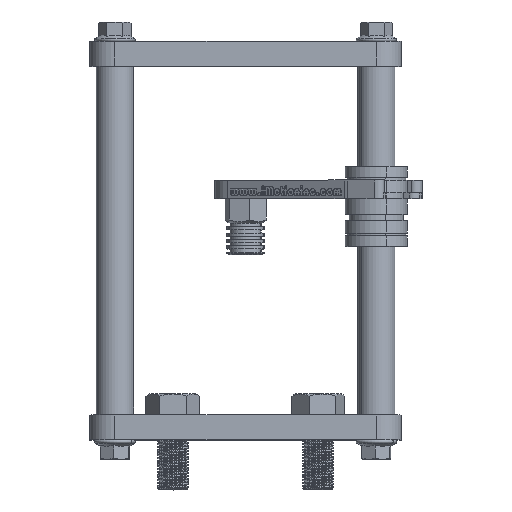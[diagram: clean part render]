
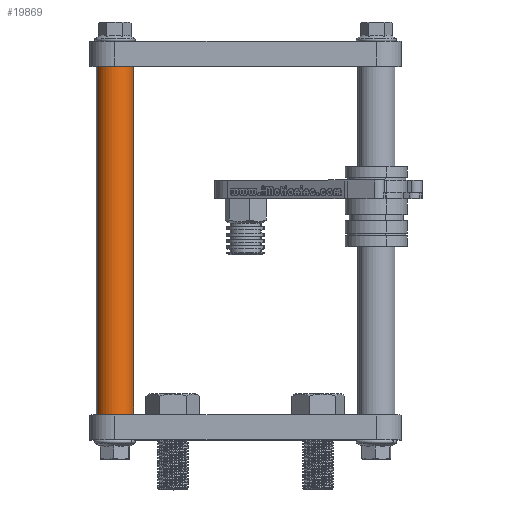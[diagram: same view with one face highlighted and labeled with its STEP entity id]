
A CAD part, top view. The second image highlights one B-rep face of the part: STEP entity #19869.
In plain terms, the highlighted cylindrical face has radius 9.525 mm (diameter 19.05 mm), a partial arc.
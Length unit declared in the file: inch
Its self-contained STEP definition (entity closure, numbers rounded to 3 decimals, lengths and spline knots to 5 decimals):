
#73 = EDGE_LOOP ( 'NONE', ( #19477, #22290, #48760, #35035 ) ) ;
#663 = VERTEX_POINT ( 'NONE', #7047 ) ;
#2820 = CARTESIAN_POINT ( 'NONE',  ( -2.97446, -7., 1.63603 ) ) ;
#3053 = DIRECTION ( 'NONE',  ( 0., 1., 0. ) ) ;
#6493 = VERTEX_POINT ( 'NONE', #2820 ) ;
#7047 = CARTESIAN_POINT ( 'NONE',  ( -2.27554, -7., 1.36397 ) ) ;
#7355 = DIRECTION ( 'NONE',  ( 0., -1., 0. ) ) ;
#12230 = CARTESIAN_POINT ( 'NONE',  ( -2.97446, 0., 1.63603 ) ) ;
#12251 = CARTESIAN_POINT ( 'NONE',  ( -2.625, -7., 1.5 ) ) ;
#12862 = EDGE_CURVE ( 'NONE', #6493, #663, #25652, .T. ) ;
#13451 = DIRECTION ( 'NONE',  ( 0., 0., 1. ) ) ;
#13635 = CARTESIAN_POINT ( 'NONE',  ( -2.27554, 0., 1.36397 ) ) ;
#16127 = CYLINDRICAL_SURFACE ( 'NONE', #51481, 0.375 ) ;
#17823 = VERTEX_POINT ( 'NONE', #13635 ) ;
#18014 = CARTESIAN_POINT ( 'NONE',  ( -2.625, 0., 1.5 ) ) ;
#19477 = ORIENTED_EDGE ( 'NONE', *, *, #21811, .F. ) ;
#19869 = ADVANCED_FACE ( 'NONE', ( #58450 ), #16127, .T. ) ;
#21811 = EDGE_CURVE ( 'NONE', #24866, #17823, #36353, .T. ) ;
#22290 = ORIENTED_EDGE ( 'NONE', *, *, #52025, .T. ) ;
#24866 = VERTEX_POINT ( 'NONE', #32919 ) ;
#25434 = VECTOR ( 'NONE', #45517, 39.37008 ) ;
#25652 = CIRCLE ( 'NONE', #33547, 0.375 ) ;
#26969 = DIRECTION ( 'NONE',  ( 0., 1., 0. ) ) ;
#32358 = EDGE_CURVE ( 'NONE', #17823, #663, #60600, .T. ) ;
#32919 = CARTESIAN_POINT ( 'NONE',  ( -2.97446, 0., 1.63603 ) ) ;
#33547 = AXIS2_PLACEMENT_3D ( 'NONE', #12251, #3053, #13451 ) ;
#35035 = ORIENTED_EDGE ( 'NONE', *, *, #32358, .F. ) ;
#36353 = CIRCLE ( 'NONE', #55114, 0.375 ) ;
#45517 = DIRECTION ( 'NONE',  ( 0., -1., 0. ) ) ;
#46410 = CARTESIAN_POINT ( 'NONE',  ( -2.27554, 0., 1.36397 ) ) ;
#48760 = ORIENTED_EDGE ( 'NONE', *, *, #12862, .T. ) ;
#50045 = DIRECTION ( 'NONE',  ( 0.932, 0., -0.363 ) ) ;
#50961 = VECTOR ( 'NONE', #7355, 39.37008 ) ;
#51481 = AXIS2_PLACEMENT_3D ( 'NONE', #59643, #59339, #50045 ) ;
#52025 = EDGE_CURVE ( 'NONE', #24866, #6493, #59154, .T. ) ;
#55114 = AXIS2_PLACEMENT_3D ( 'NONE', #18014, #26969, #55661 ) ;
#55661 = DIRECTION ( 'NONE',  ( -0.932, 0., 0.363 ) ) ;
#58450 = FACE_OUTER_BOUND ( 'NONE', #73, .T. ) ;
#59154 = LINE ( 'NONE', #12230, #50961 ) ;
#59339 = DIRECTION ( 'NONE',  ( 0., -1., 0. ) ) ;
#59643 = CARTESIAN_POINT ( 'NONE',  ( -2.625, 0., 1.5 ) ) ;
#60600 = LINE ( 'NONE', #46410, #25434 ) ;
